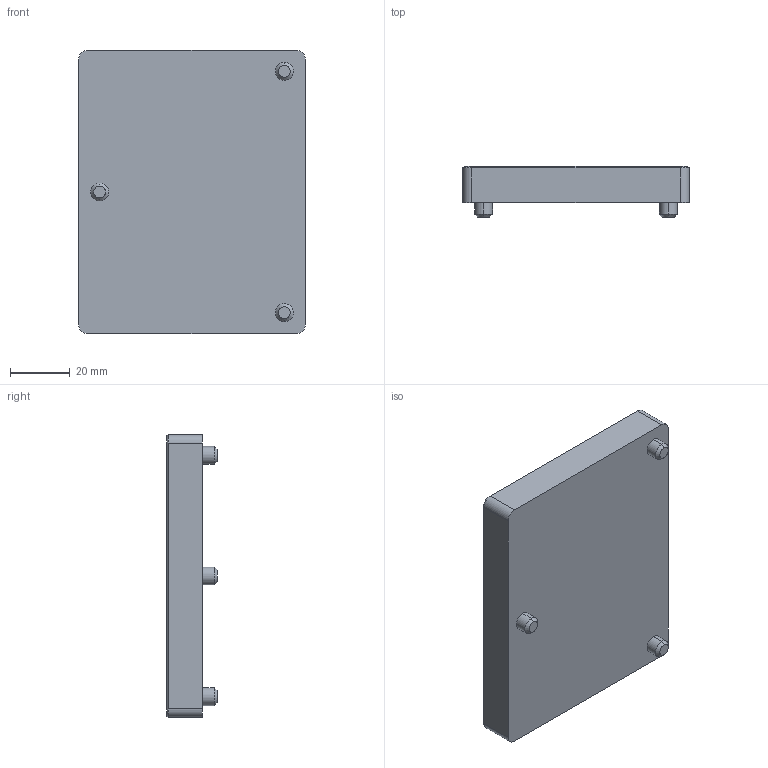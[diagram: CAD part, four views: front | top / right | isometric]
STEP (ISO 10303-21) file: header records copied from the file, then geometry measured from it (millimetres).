
FILE_DESCRIPTION (( 'STEP AP203' ), '1' );
FILE_NAME ('tray.STEP', '2025-11-18T13:20:14', ( '' ), ( '' ), 'SwSTEP 2.0', 'SolidWorks 2022', '' );
FILE_SCHEMA (( 'CONFIG_CONTROL_DESIGN' ));
Length unit declared in the file: millimetre
Products named in the file (1): tray
Bounding box: 76 x 17 x 95 mm (x, y, z)
Volume: 48380.5 mm3; surface area: 20994.3 mm2
Topology: 1 solids, 1 shells, 66 faces, 150 edges, 90 vertices
Faces by surface type: plane 26, cone 20, cylinder 20
Entity records: 1911 total; most frequent: DIRECTION 344, CARTESIAN_POINT 307, ORIENTED_EDGE 300, EDGE_CURVE 150, AXIS2_PLACEMENT_3D 127, VERTEX_POINT 90, VECTOR 90, LINE 90
